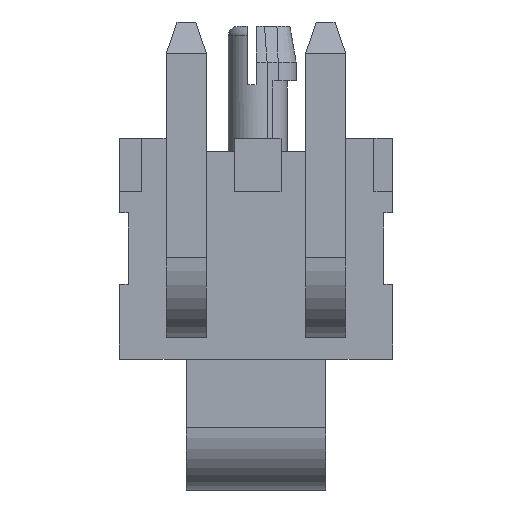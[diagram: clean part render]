
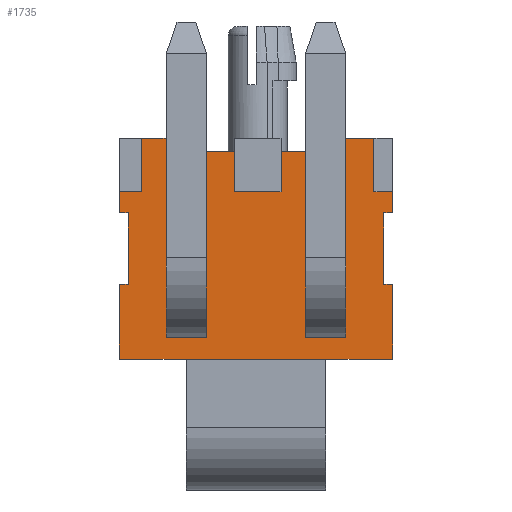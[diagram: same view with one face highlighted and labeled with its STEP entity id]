
A CAD part, front view. The second image highlights one B-rep face of the part: STEP entity #1735.
In plain terms, the highlighted planar face has unit normal (0, -1, 0).
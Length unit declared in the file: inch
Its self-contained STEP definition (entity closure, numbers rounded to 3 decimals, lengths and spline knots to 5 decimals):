
#37=DIRECTION('',(0.,0.,-1.));
#38=VECTOR('',#37,0.02375);
#39=CARTESIAN_POINT('',(-0.153,-0.05,0.06375));
#40=LINE('',#39,#38);
#45=DIRECTION('',(0.,0.,-1.));
#46=VECTOR('',#45,0.08375);
#47=CARTESIAN_POINT('',(-0.153,-0.05,-0.04));
#48=LINE('',#47,#46);
#57=DIRECTION('',(0.,0.,-1.));
#58=VECTOR('',#57,0.045);
#59=CARTESIAN_POINT('',(0.0555,-0.05,-0.05475));
#60=LINE('',#59,#58);
#61=DIRECTION('',(-1.,0.,0.));
#62=VECTOR('',#61,0.045);
#63=CARTESIAN_POINT('',(0.1005,-0.05,-0.09975));
#64=LINE('',#63,#62);
#65=DIRECTION('',(0.,0.,-1.));
#66=VECTOR('',#65,0.045);
#67=CARTESIAN_POINT('',(0.1005,-0.05,-0.05475));
#68=LINE('',#67,#66);
#69=DIRECTION('',(1.,0.,0.));
#70=VECTOR('',#69,0.045);
#71=CARTESIAN_POINT('',(0.0555,-0.05,-0.05475));
#72=LINE('',#71,#70);
#73=DIRECTION('',(0.,0.,-1.));
#74=VECTOR('',#73,0.045);
#75=CARTESIAN_POINT('',(-0.1005,-0.05,-0.05475));
#76=LINE('',#75,#74);
#77=DIRECTION('',(-1.,0.,0.));
#78=VECTOR('',#77,0.045);
#79=CARTESIAN_POINT('',(-0.0555,-0.05,-0.09975));
#80=LINE('',#79,#78);
#81=DIRECTION('',(0.,0.,-1.));
#82=VECTOR('',#81,0.045);
#83=CARTESIAN_POINT('',(-0.0555,-0.05,-0.05475));
#84=LINE('',#83,#82);
#85=DIRECTION('',(1.,0.,0.));
#86=VECTOR('',#85,0.045);
#87=CARTESIAN_POINT('',(-0.1005,-0.05,-0.05475));
#88=LINE('',#87,#86);
#89=DIRECTION('',(1.,0.,0.));
#90=VECTOR('',#89,0.01);
#91=CARTESIAN_POINT('',(-0.153,-0.05,0.04));
#92=LINE('',#91,#90);
#93=DIRECTION('',(1.,0.,0.));
#94=VECTOR('',#93,0.025);
#95=CARTESIAN_POINT('',(-0.153,-0.05,0.06375));
#96=LINE('',#95,#94);
#97=DIRECTION('',(0.,0.,-1.));
#98=VECTOR('',#97,0.015);
#99=CARTESIAN_POINT('',(-0.078,-0.05,0.12375));
#100=LINE('',#99,#98);
#101=DIRECTION('',(1.,0.,0.));
#102=VECTOR('',#101,0.054);
#103=CARTESIAN_POINT('',(-0.078,-0.05,0.10875));
#104=LINE('',#103,#102);
#105=DIRECTION('',(0.,0.,-1.));
#106=VECTOR('',#105,0.045);
#107=CARTESIAN_POINT('',(-0.024,-0.05,0.10875));
#108=LINE('',#107,#106);
#109=DIRECTION('',(1.,0.,0.));
#110=VECTOR('',#109,0.052);
#111=CARTESIAN_POINT('',(-0.024,-0.05,0.06375));
#112=LINE('',#111,#110);
#113=DIRECTION('',(1.,0.,0.));
#114=VECTOR('',#113,0.05);
#115=CARTESIAN_POINT('',(0.028,-0.05,0.10875));
#116=LINE('',#115,#114);
#117=DIRECTION('',(0.,0.,-1.));
#118=VECTOR('',#117,0.015);
#119=CARTESIAN_POINT('',(0.078,-0.05,0.12375));
#120=LINE('',#119,#118);
#121=DIRECTION('',(0.,0.,-1.));
#122=VECTOR('',#121,0.06);
#123=CARTESIAN_POINT('',(0.132,-0.05,0.12375));
#124=LINE('',#123,#122);
#125=DIRECTION('',(1.,0.,0.));
#126=VECTOR('',#125,0.021);
#127=CARTESIAN_POINT('',(0.132,-0.05,0.06375));
#128=LINE('',#127,#126);
#129=DIRECTION('',(-1.,0.,0.));
#130=VECTOR('',#129,0.01);
#131=CARTESIAN_POINT('',(0.153,-0.05,0.04));
#132=LINE('',#131,#130);
#133=DIRECTION('',(0.,0.,1.));
#134=VECTOR('',#133,0.08);
#135=CARTESIAN_POINT('',(0.143,-0.05,-0.04));
#136=LINE('',#135,#134);
#137=DIRECTION('',(-1.,0.,0.));
#138=VECTOR('',#137,0.01);
#139=CARTESIAN_POINT('',(0.153,-0.05,-0.04));
#140=LINE('',#139,#138);
#141=DIRECTION('',(1.,0.,0.));
#142=VECTOR('',#141,0.156);
#143=CARTESIAN_POINT('',(-0.078,-0.05,-0.12375));
#144=LINE('',#143,#142);
#145=DIRECTION('',(1.,0.,0.));
#146=VECTOR('',#145,0.01);
#147=CARTESIAN_POINT('',(-0.153,-0.05,-0.04));
#148=LINE('',#147,#146);
#149=DIRECTION('',(0.,0.,-1.));
#150=VECTOR('',#149,0.08);
#151=CARTESIAN_POINT('',(-0.143,-0.05,0.04));
#152=LINE('',#151,#150);
#605=DIRECTION('',(1.,0.,0.));
#606=VECTOR('',#605,0.075);
#607=CARTESIAN_POINT('',(0.078,-0.05,-0.12375));
#608=LINE('',#607,#606);
#613=DIRECTION('',(1.,0.,0.));
#614=VECTOR('',#613,0.075);
#615=CARTESIAN_POINT('',(-0.153,-0.05,-0.12375));
#616=LINE('',#615,#614);
#765=DIRECTION('',(0.,0.,-1.));
#766=VECTOR('',#765,0.08375);
#767=CARTESIAN_POINT('',(0.153,-0.05,-0.04));
#768=LINE('',#767,#766);
#773=DIRECTION('',(0.,0.,-1.));
#774=VECTOR('',#773,0.02375);
#775=CARTESIAN_POINT('',(0.153,-0.05,0.06375));
#776=LINE('',#775,#774);
#849=DIRECTION('',(-1.,0.,0.));
#850=VECTOR('',#849,0.05);
#851=CARTESIAN_POINT('',(-0.078,-0.05,0.12375));
#852=LINE('',#851,#850);
#885=DIRECTION('',(-1.,0.,0.));
#886=VECTOR('',#885,0.054);
#887=CARTESIAN_POINT('',(0.132,-0.05,0.12375));
#888=LINE('',#887,#886);
#988=DIRECTION('',(0.,0.,-1.));
#989=VECTOR('',#988,0.045);
#990=CARTESIAN_POINT('',(0.028,-0.05,0.10875));
#991=LINE('',#990,#989);
#1028=DIRECTION('',(0.,0.,-1.));
#1029=VECTOR('',#1028,0.06);
#1030=CARTESIAN_POINT('',(-0.128,-0.05,0.12375));
#1031=LINE('',#1030,#1029);
#1225=CARTESIAN_POINT('',(-0.153,-0.05,-0.12375));
#1227=VERTEX_POINT('',#1225);
#1243=CARTESIAN_POINT('',(-0.153,-0.05,0.06375));
#1244=VERTEX_POINT('',#1243);
#1245=CARTESIAN_POINT('',(0.153,-0.05,-0.12375));
#1247=VERTEX_POINT('',#1245);
#1263=CARTESIAN_POINT('',(0.153,-0.05,0.06375));
#1264=VERTEX_POINT('',#1263);
#1266=CARTESIAN_POINT('',(0.132,-0.05,0.12375));
#1268=VERTEX_POINT('',#1266);
#1275=CARTESIAN_POINT('',(0.028,-0.05,0.06375));
#1276=VERTEX_POINT('',#1275);
#1277=CARTESIAN_POINT('',(0.132,-0.05,0.06375));
#1278=VERTEX_POINT('',#1277);
#1280=CARTESIAN_POINT('',(-0.128,-0.05,0.12375));
#1282=VERTEX_POINT('',#1280);
#1289=CARTESIAN_POINT('',(-0.128,-0.05,0.06375));
#1290=VERTEX_POINT('',#1289);
#1291=CARTESIAN_POINT('',(-0.024,-0.05,0.06375));
#1292=VERTEX_POINT('',#1291);
#1333=CARTESIAN_POINT('',(-0.078,-0.05,-0.12375));
#1334=CARTESIAN_POINT('',(0.078,-0.05,-0.12375));
#1335=VERTEX_POINT('',#1333);
#1336=VERTEX_POINT('',#1334);
#1357=CARTESIAN_POINT('',(0.0555,-0.05,-0.05475));
#1358=CARTESIAN_POINT('',(0.0555,-0.05,-0.09975));
#1359=VERTEX_POINT('',#1357);
#1360=VERTEX_POINT('',#1358);
#1361=CARTESIAN_POINT('',(0.1005,-0.05,-0.05475));
#1362=CARTESIAN_POINT('',(0.1005,-0.05,-0.09975));
#1363=VERTEX_POINT('',#1361);
#1364=VERTEX_POINT('',#1362);
#1373=CARTESIAN_POINT('',(-0.078,-0.05,0.10875));
#1374=CARTESIAN_POINT('',(-0.024,-0.05,0.10875));
#1375=VERTEX_POINT('',#1373);
#1376=VERTEX_POINT('',#1374);
#1377=CARTESIAN_POINT('',(0.028,-0.05,0.10875));
#1378=CARTESIAN_POINT('',(0.078,-0.05,0.10875));
#1379=VERTEX_POINT('',#1377);
#1380=VERTEX_POINT('',#1378);
#1381=CARTESIAN_POINT('',(-0.078,-0.05,0.12375));
#1382=VERTEX_POINT('',#1381);
#1383=CARTESIAN_POINT('',(0.078,-0.05,0.12375));
#1384=VERTEX_POINT('',#1383);
#1481=CARTESIAN_POINT('',(-0.1005,-0.05,-0.05475));
#1482=CARTESIAN_POINT('',(-0.1005,-0.05,-0.09975));
#1483=VERTEX_POINT('',#1481);
#1484=VERTEX_POINT('',#1482);
#1485=CARTESIAN_POINT('',(-0.0555,-0.05,-0.05475));
#1486=CARTESIAN_POINT('',(-0.0555,-0.05,-0.09975));
#1487=VERTEX_POINT('',#1485);
#1488=VERTEX_POINT('',#1486);
#1504=CARTESIAN_POINT('',(-0.153,-0.05,0.04));
#1506=VERTEX_POINT('',#1504);
#1508=CARTESIAN_POINT('',(-0.153,-0.05,-0.04));
#1510=VERTEX_POINT('',#1508);
#1512=CARTESIAN_POINT('',(0.153,-0.05,-0.04));
#1514=VERTEX_POINT('',#1512);
#1516=CARTESIAN_POINT('',(0.153,-0.05,0.04));
#1518=VERTEX_POINT('',#1516);
#1520=CARTESIAN_POINT('',(-0.143,-0.05,0.04));
#1521=VERTEX_POINT('',#1520);
#1522=CARTESIAN_POINT('',(-0.143,-0.05,-0.04));
#1523=VERTEX_POINT('',#1522);
#1524=CARTESIAN_POINT('',(0.143,-0.05,-0.04));
#1525=VERTEX_POINT('',#1524);
#1526=CARTESIAN_POINT('',(0.143,-0.05,0.04));
#1527=VERTEX_POINT('',#1526);
#1659=CARTESIAN_POINT('',(-0.153,-0.05,0.06375));
#1660=DIRECTION('',(0.,-1.,0.));
#1661=DIRECTION('',(0.,0.,-1.));
#1662=AXIS2_PLACEMENT_3D('',#1659,#1660,#1661);
#1663=PLANE('',#1662);
#1664=ORIENTED_EDGE('',*,*,#1650,.F.);
#1665=ORIENTED_EDGE('',*,*,#1623,.F.);
#1667=ORIENTED_EDGE('',*,*,#1666,.T.);
#1669=ORIENTED_EDGE('',*,*,#1668,.F.);
#1671=ORIENTED_EDGE('',*,*,#1670,.F.);
#1673=ORIENTED_EDGE('',*,*,#1672,.T.);
#1675=ORIENTED_EDGE('',*,*,#1674,.T.);
#1677=ORIENTED_EDGE('',*,*,#1676,.T.);
#1679=ORIENTED_EDGE('',*,*,#1678,.T.);
#1681=ORIENTED_EDGE('',*,*,#1680,.F.);
#1683=ORIENTED_EDGE('',*,*,#1682,.T.);
#1685=ORIENTED_EDGE('',*,*,#1684,.F.);
#1687=ORIENTED_EDGE('',*,*,#1686,.F.);
#1689=ORIENTED_EDGE('',*,*,#1688,.T.);
#1691=ORIENTED_EDGE('',*,*,#1690,.T.);
#1693=ORIENTED_EDGE('',*,*,#1692,.T.);
#1695=ORIENTED_EDGE('',*,*,#1694,.T.);
#1697=ORIENTED_EDGE('',*,*,#1696,.F.);
#1699=ORIENTED_EDGE('',*,*,#1698,.F.);
#1701=ORIENTED_EDGE('',*,*,#1700,.T.);
#1703=ORIENTED_EDGE('',*,*,#1702,.F.);
#1705=ORIENTED_EDGE('',*,*,#1704,.F.);
#1707=ORIENTED_EDGE('',*,*,#1706,.F.);
#1708=ORIENTED_EDGE('',*,*,#1635,.F.);
#1710=ORIENTED_EDGE('',*,*,#1709,.T.);
#1712=ORIENTED_EDGE('',*,*,#1711,.F.);
#1713=EDGE_LOOP('',(#1664,#1665,#1667,#1669,#1671,#1673,#1675,#1677,#1679,#1681,
#1683,#1685,#1687,#1689,#1691,#1693,#1695,#1697,#1699,#1701,#1703,#1705,#1707,
#1708,#1710,#1712));
#1714=FACE_OUTER_BOUND('',#1713,.F.);
#1716=ORIENTED_EDGE('',*,*,#1715,.T.);
#1718=ORIENTED_EDGE('',*,*,#1717,.F.);
#1720=ORIENTED_EDGE('',*,*,#1719,.F.);
#1722=ORIENTED_EDGE('',*,*,#1721,.F.);
#1723=EDGE_LOOP('',(#1716,#1718,#1720,#1722));
#1724=FACE_BOUND('',#1723,.F.);
#1726=ORIENTED_EDGE('',*,*,#1725,.T.);
#1728=ORIENTED_EDGE('',*,*,#1727,.F.);
#1730=ORIENTED_EDGE('',*,*,#1729,.F.);
#1732=ORIENTED_EDGE('',*,*,#1731,.F.);
#1733=EDGE_LOOP('',(#1726,#1728,#1730,#1732));
#1734=FACE_BOUND('',#1733,.F.);
#1735=ADVANCED_FACE('',(#1714,#1724,#1734),#1663,.T.);
#1623=EDGE_CURVE('',#1244,#1506,#40,.T.);
#1635=EDGE_CURVE('',#1510,#1227,#48,.T.);
#1650=EDGE_CURVE('',#1506,#1521,#92,.T.);
#1666=EDGE_CURVE('',#1244,#1290,#96,.T.);
#1668=EDGE_CURVE('',#1282,#1290,#1031,.T.);
#1670=EDGE_CURVE('',#1382,#1282,#852,.T.);
#1672=EDGE_CURVE('',#1382,#1375,#100,.T.);
#1674=EDGE_CURVE('',#1375,#1376,#104,.T.);
#1676=EDGE_CURVE('',#1376,#1292,#108,.T.);
#1678=EDGE_CURVE('',#1292,#1276,#112,.T.);
#1680=EDGE_CURVE('',#1379,#1276,#991,.T.);
#1682=EDGE_CURVE('',#1379,#1380,#116,.T.);
#1684=EDGE_CURVE('',#1384,#1380,#120,.T.);
#1686=EDGE_CURVE('',#1268,#1384,#888,.T.);
#1688=EDGE_CURVE('',#1268,#1278,#124,.T.);
#1690=EDGE_CURVE('',#1278,#1264,#128,.T.);
#1692=EDGE_CURVE('',#1264,#1518,#776,.T.);
#1694=EDGE_CURVE('',#1518,#1527,#132,.T.);
#1696=EDGE_CURVE('',#1525,#1527,#136,.T.);
#1698=EDGE_CURVE('',#1514,#1525,#140,.T.);
#1700=EDGE_CURVE('',#1514,#1247,#768,.T.);
#1702=EDGE_CURVE('',#1336,#1247,#608,.T.);
#1704=EDGE_CURVE('',#1335,#1336,#144,.T.);
#1706=EDGE_CURVE('',#1227,#1335,#616,.T.);
#1709=EDGE_CURVE('',#1510,#1523,#148,.T.);
#1711=EDGE_CURVE('',#1521,#1523,#152,.T.);
#1715=EDGE_CURVE('',#1483,#1484,#76,.T.);
#1717=EDGE_CURVE('',#1488,#1484,#80,.T.);
#1719=EDGE_CURVE('',#1487,#1488,#84,.T.);
#1721=EDGE_CURVE('',#1483,#1487,#88,.T.);
#1725=EDGE_CURVE('',#1359,#1360,#60,.T.);
#1727=EDGE_CURVE('',#1364,#1360,#64,.T.);
#1729=EDGE_CURVE('',#1363,#1364,#68,.T.);
#1731=EDGE_CURVE('',#1359,#1363,#72,.T.);
